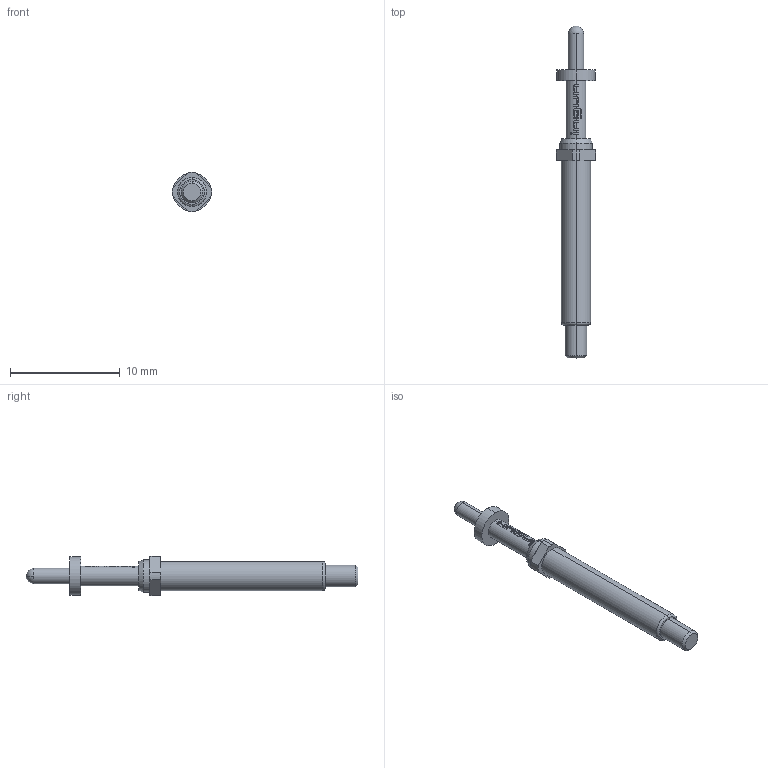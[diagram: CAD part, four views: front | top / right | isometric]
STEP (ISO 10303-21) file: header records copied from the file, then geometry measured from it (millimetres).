
FILE_DESCRIPTION (( 'STEP AP203' ), '1' );
FILE_NAME ('INGUN_T-113_305_140_400_350Axx02M.STEP', '2022-02-11T10:59:05', ( 'ochi' ), ( '' ), 'SwSTEP 2.0', 'SolidWorks 2018', '' );
FILE_SCHEMA (( 'CONFIG_CONTROL_DESIGN' ));
Length unit declared in the file: millimetre
Products named in the file (1): INGUN_T-113_305_140_400_350Axx02M
Bounding box: 3.59 x 30.3 x 3.6 mm (x, y, z)
Volume: 136.1 mm3; surface area: 249.4 mm2
Topology: 1 solids, 1 shells, 108 faces, 294 edges, 193 vertices
Faces by surface type: plane 51, cylinder 27, bspline 22, cone 4, sphere 2, torus 2
Entity records: 3779 total; most frequent: CARTESIAN_POINT 1114, ORIENTED_EDGE 584, DIRECTION 484, EDGE_CURVE 292, VERTEX_POINT 193, AXIS2_PLACEMENT_3D 191, EDGE_LOOP 115, ADVANCED_FACE 108
